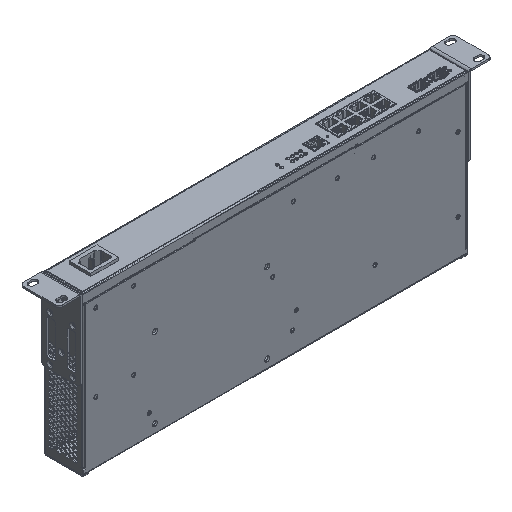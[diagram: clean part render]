
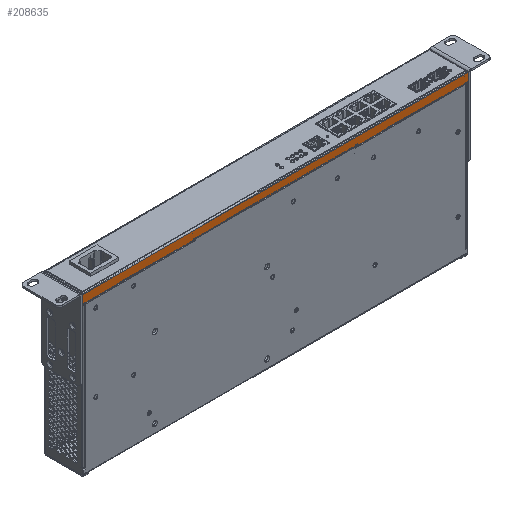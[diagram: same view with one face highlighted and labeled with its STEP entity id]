
A CAD part, isometric view. The second image highlights one B-rep face of the part: STEP entity #208635.
In plain terms, the highlighted planar face has unit normal (0, -1, 0).
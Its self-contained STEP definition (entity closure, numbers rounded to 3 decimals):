
#2131 = EDGE_CURVE ( 'NONE', #91198, #173337, #156754, .T. ) ;
#2305 = VECTOR ( 'NONE', #70527, 1000. ) ;
#7616 = DIRECTION ( 'NONE',  ( 0., 0., -1. ) ) ;
#10511 = LINE ( 'NONE', #83176, #96242 ) ;
#12568 = ORIENTED_EDGE ( 'NONE', *, *, #156957, .T. ) ;
#16267 = EDGE_CURVE ( 'NONE', #123073, #177691, #158165, .T. ) ;
#17303 = ORIENTED_EDGE ( 'NONE', *, *, #211252, .T. ) ;
#21584 = AXIS2_PLACEMENT_3D ( 'NONE', #210043, #188650, #7616 ) ;
#23225 = VERTEX_POINT ( 'NONE', #101735 ) ;
#23813 = ORIENTED_EDGE ( 'NONE', *, *, #140886, .T. ) ;
#30423 = LINE ( 'NONE', #230498, #198223 ) ;
#31806 = EDGE_CURVE ( 'NONE', #167666, #143009, #76961, .T. ) ;
#33917 = CARTESIAN_POINT ( 'NONE',  ( 125., 0., -8.3 ) ) ;
#36591 = VECTOR ( 'NONE', #191261, 1000. ) ;
#38959 = ORIENTED_EDGE ( 'NONE', *, *, #16267, .T. ) ;
#42661 = VECTOR ( 'NONE', #157912, 1000. ) ;
#43059 = CARTESIAN_POINT ( 'NONE',  ( 305., 0., -8.8 ) ) ;
#43869 = VERTEX_POINT ( 'NONE', #229667 ) ;
#52647 = CARTESIAN_POINT ( 'NONE',  ( 430., 0., -0.7 ) ) ;
#53816 = ORIENTED_EDGE ( 'NONE', *, *, #166142, .T. ) ;
#54268 = LINE ( 'NONE', #200687, #74450 ) ;
#66863 = CARTESIAN_POINT ( 'NONE',  ( 125., 0., -8.79 ) ) ;
#67381 = CARTESIAN_POINT ( 'NONE',  ( 125., 0., -8.79 ) ) ;
#67448 = VERTEX_POINT ( 'NONE', #111031 ) ;
#69854 = ORIENTED_EDGE ( 'NONE', *, *, #2131, .T. ) ;
#70527 = DIRECTION ( 'NONE',  ( 1., 0., 0. ) ) ;
#71694 = LINE ( 'NONE', #199086, #2305 ) ;
#71967 = DIRECTION ( 'NONE',  ( 1., 0., 0. ) ) ;
#74144 = CARTESIAN_POINT ( 'NONE',  ( 0., 0., -9.8 ) ) ;
#74450 = VECTOR ( 'NONE', #183991, 1000. ) ;
#74907 = VERTEX_POINT ( 'NONE', #107486 ) ;
#76961 = LINE ( 'NONE', #131733, #212337 ) ;
#79386 = VECTOR ( 'NONE', #71967, 1000. ) ;
#83176 = CARTESIAN_POINT ( 'NONE',  ( 123.5, 0., -8.8 ) ) ;
#85217 = DIRECTION ( 'NONE',  ( -1., 0., 0. ) ) ;
#86469 = CARTESIAN_POINT ( 'NONE',  ( 306.5, 0., -8.8 ) ) ;
#86695 = DIRECTION ( 'NONE',  ( 1., 0., 0. ) ) ;
#91198 = VERTEX_POINT ( 'NONE', #225152 ) ;
#93005 = VERTEX_POINT ( 'NONE', #109193 ) ;
#96242 = VECTOR ( 'NONE', #155824, 1000. ) ;
#97561 = CARTESIAN_POINT ( 'NONE',  ( 430., 0., -8.8 ) ) ;
#97824 = CARTESIAN_POINT ( 'NONE',  ( 306.5, 0., -8.3 ) ) ;
#100851 = EDGE_CURVE ( 'NONE', #177691, #23225, #104326, .T. ) ;
#101735 = CARTESIAN_POINT ( 'NONE',  ( 306.5, 0., -9.8 ) ) ;
#103383 = CARTESIAN_POINT ( 'NONE',  ( 0., 0., -8.3 ) ) ;
#104326 = LINE ( 'NONE', #86469, #225774 ) ;
#107486 = CARTESIAN_POINT ( 'NONE',  ( 0., 0., -0.7 ) ) ;
#109193 = CARTESIAN_POINT ( 'NONE',  ( 123.5, 0., -8.3 ) ) ;
#111031 = CARTESIAN_POINT ( 'NONE',  ( 123.5, 0., -9.8 ) ) ;
#114919 = CARTESIAN_POINT ( 'NONE',  ( 305., 0., -8.3 ) ) ;
#115688 = DIRECTION ( 'NONE',  ( 0., 0., 1. ) ) ;
#119184 = ORIENTED_EDGE ( 'NONE', *, *, #159931, .T. ) ;
#123073 = VERTEX_POINT ( 'NONE', #114919 ) ;
#129887 = EDGE_LOOP ( 'NONE', ( #165871, #12568, #188314, #215225, #23813, #17303, #38959, #209059, #221451, #69854, #53816, #119184 ) ) ;
#131733 = CARTESIAN_POINT ( 'NONE',  ( 125., 0., -8.8 ) ) ;
#132917 = DIRECTION ( 'NONE',  ( 0., 0., -1. ) ) ;
#134588 = VECTOR ( 'NONE', #86695, 1000. ) ;
#140886 = EDGE_CURVE ( 'NONE', #143009, #43869, #153180, .T. ) ;
#142898 = VERTEX_POINT ( 'NONE', #74144 ) ;
#143009 = VERTEX_POINT ( 'NONE', #66863 ) ;
#149298 = CARTESIAN_POINT ( 'NONE',  ( 0., 0., -8.3 ) ) ;
#153180 = LINE ( 'NONE', #67381, #36591 ) ;
#155824 = DIRECTION ( 'NONE',  ( 0., 0., 1. ) ) ;
#156754 = LINE ( 'NONE', #97561, #42661 ) ;
#156957 = EDGE_CURVE ( 'NONE', #67448, #93005, #10511, .T. ) ;
#157912 = DIRECTION ( 'NONE',  ( 0., 0., 1. ) ) ;
#158165 = LINE ( 'NONE', #103383, #134588 ) ;
#159931 = EDGE_CURVE ( 'NONE', #74907, #142898, #54268, .T. ) ;
#162473 = CARTESIAN_POINT ( 'NONE',  ( 0., 0., -9.8 ) ) ;
#165871 = ORIENTED_EDGE ( 'NONE', *, *, #175033, .T. ) ;
#166142 = EDGE_CURVE ( 'NONE', #173337, #74907, #30423, .T. ) ;
#167666 = VERTEX_POINT ( 'NONE', #33917 ) ;
#171967 = FACE_OUTER_BOUND ( 'NONE', #129887, .T. ) ;
#173337 = VERTEX_POINT ( 'NONE', #52647 ) ;
#175033 = EDGE_CURVE ( 'NONE', #142898, #67448, #71694, .T. ) ;
#177691 = VERTEX_POINT ( 'NONE', #97824 ) ;
#178725 = EDGE_CURVE ( 'NONE', #93005, #167666, #205228, .T. ) ;
#183991 = DIRECTION ( 'NONE',  ( 0., 0., -1. ) ) ;
#188314 = ORIENTED_EDGE ( 'NONE', *, *, #178725, .T. ) ;
#188551 = DIRECTION ( 'NONE',  ( 1., 0., 0. ) ) ;
#188650 = DIRECTION ( 'NONE',  ( 0., -1., 0. ) ) ;
#191261 = DIRECTION ( 'NONE',  ( 1., 0., 0. ) ) ;
#198223 = VECTOR ( 'NONE', #85217, 1000. ) ;
#199086 = CARTESIAN_POINT ( 'NONE',  ( 0., 0., -9.8 ) ) ;
#200687 = CARTESIAN_POINT ( 'NONE',  ( 0., 0., -8.8 ) ) ;
#201254 = VECTOR ( 'NONE', #115688, 1000. ) ;
#205228 = LINE ( 'NONE', #149298, #212554 ) ;
#206532 = PLANE ( 'NONE',  #21584 ) ;
#208635 = ADVANCED_FACE ( 'NONE', ( #171967 ), #206532, .T. ) ;
#209059 = ORIENTED_EDGE ( 'NONE', *, *, #100851, .T. ) ;
#210043 = CARTESIAN_POINT ( 'NONE',  ( 0., 0., -8.8 ) ) ;
#211252 = EDGE_CURVE ( 'NONE', #43869, #123073, #224065, .T. ) ;
#212337 = VECTOR ( 'NONE', #132917, 1000. ) ;
#212554 = VECTOR ( 'NONE', #188551, 1000. ) ;
#214898 = LINE ( 'NONE', #162473, #79386 ) ;
#215225 = ORIENTED_EDGE ( 'NONE', *, *, #31806, .T. ) ;
#218137 = EDGE_CURVE ( 'NONE', #23225, #91198, #214898, .T. ) ;
#221451 = ORIENTED_EDGE ( 'NONE', *, *, #218137, .T. ) ;
#224065 = LINE ( 'NONE', #43059, #201254 ) ;
#225152 = CARTESIAN_POINT ( 'NONE',  ( 430., 0., -9.8 ) ) ;
#225774 = VECTOR ( 'NONE', #231759, 1000. ) ;
#229667 = CARTESIAN_POINT ( 'NONE',  ( 305., 0., -8.79 ) ) ;
#230498 = CARTESIAN_POINT ( 'NONE',  ( 0., 0., -0.7 ) ) ;
#231759 = DIRECTION ( 'NONE',  ( 0., 0., -1. ) ) ;
